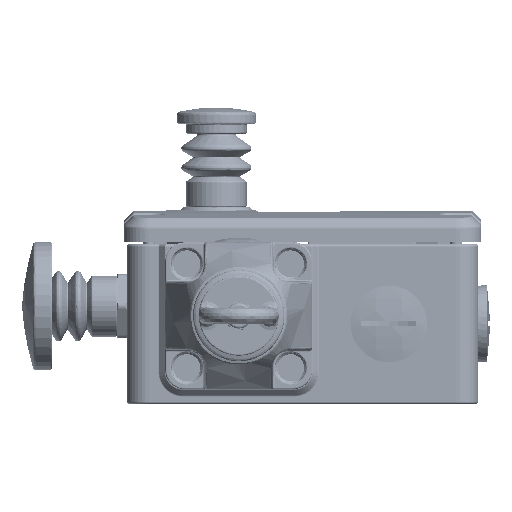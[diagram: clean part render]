
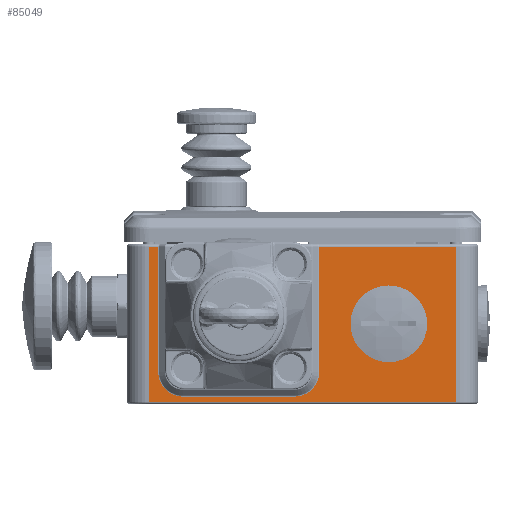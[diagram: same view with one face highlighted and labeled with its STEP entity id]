
A CAD part, left-side view. The second image highlights one B-rep face of the part: STEP entity #85049.
In plain terms, the highlighted planar face has unit normal (-1, 0, 0).
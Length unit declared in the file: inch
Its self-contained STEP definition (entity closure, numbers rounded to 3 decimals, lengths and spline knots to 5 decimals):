
#2439 = EDGE_CURVE ( 'NONE', #44987, #125308, #104381, .T. ) ;
#4821 = VERTEX_POINT ( 'NONE', #142143 ) ;
#8059 = ORIENTED_EDGE ( 'NONE', *, *, #77073, .F. ) ;
#8597 = DIRECTION ( 'NONE',  ( 0., 0., 1. ) ) ;
#12087 = EDGE_CURVE ( 'NONE', #116178, #60431, #74644, .T. ) ;
#15223 = CARTESIAN_POINT ( 'NONE',  ( -3.93701, 0.09027, 0. ) ) ;
#16454 = EDGE_CURVE ( 'NONE', #60431, #126172, #69853, .T. ) ;
#17988 = EDGE_CURVE ( 'NONE', #79817, #49175, #77786, .T. ) ;
#18043 = VECTOR ( 'NONE', #28201, 39.37008 ) ;
#21396 = FACE_OUTER_BOUND ( 'NONE', #34559, .T. ) ;
#21949 = ORIENTED_EDGE ( 'NONE', *, *, #12087, .F. ) ;
#25476 = ORIENTED_EDGE ( 'NONE', *, *, #150568, .F. ) ;
#25722 = CARTESIAN_POINT ( 'NONE',  ( -3.93701, 0.98425, -1.14173 ) ) ;
#26424 = ORIENTED_EDGE ( 'NONE', *, *, #87173, .F. ) ;
#27873 = ORIENTED_EDGE ( 'NONE', *, *, #35042, .F. ) ;
#28201 = DIRECTION ( 'NONE',  ( 0., -1., 0. ) ) ;
#31001 = VERTEX_POINT ( 'NONE', #114207 ) ;
#31571 = CARTESIAN_POINT ( 'NONE',  ( -3.93701, 0.3937, -2.26378 ) ) ;
#31818 = ORIENTED_EDGE ( 'NONE', *, *, #62094, .F. ) ;
#34559 = EDGE_LOOP ( 'NONE', ( #21949, #8059, #77420, #110199, #31818, #27873, #25476, #53574, #69073, #51469 ) ) ;
#35042 = EDGE_CURVE ( 'NONE', #132986, #31001, #77173, .T. ) ;
#38898 = CARTESIAN_POINT ( 'NONE',  ( -3.93701, 1.94094, -0.27559 ) ) ;
#42594 = CARTESIAN_POINT ( 'NONE',  ( -3.93701, 1.94094, -3.94516 ) ) ;
#44673 = CARTESIAN_POINT ( 'NONE',  ( -3.93701, 0.3937, -3.64173 ) ) ;
#44987 = VERTEX_POINT ( 'NONE', #89934 ) ;
#47078 = AXIS2_PLACEMENT_3D ( 'NONE', #44673, #118989, #158372 ) ;
#49175 = VERTEX_POINT ( 'NONE', #82959 ) ;
#49604 = ORIENTED_EDGE ( 'NONE', *, *, #17988, .F. ) ;
#51469 = ORIENTED_EDGE ( 'NONE', *, *, #16454, .F. ) ;
#53574 = ORIENTED_EDGE ( 'NONE', *, *, #2439, .F. ) ;
#53639 = EDGE_LOOP ( 'NONE', ( #49604, #26424 ) ) ;
#53891 = DIRECTION ( 'NONE',  ( -1., 0., 0. ) ) ;
#54246 = DIRECTION ( 'NONE',  ( 0., 1., 0. ) ) ;
#56190 = DIRECTION ( 'NONE',  ( 0., 0., 1. ) ) ;
#58904 = DIRECTION ( 'NONE',  ( -1., 0., 0. ) ) ;
#59839 = PLANE ( 'NONE',  #157641 ) ;
#60431 = VERTEX_POINT ( 'NONE', #157235 ) ;
#62094 = EDGE_CURVE ( 'NONE', #31001, #4821, #70193, .T. ) ;
#63887 = VECTOR ( 'NONE', #56190, 39.37008 ) ;
#64285 = CARTESIAN_POINT ( 'NONE',  ( -3.93701, 0.09027, -2.26378 ) ) ;
#64895 = AXIS2_PLACEMENT_3D ( 'NONE', #25722, #53891, #65849 ) ;
#64927 = CARTESIAN_POINT ( 'NONE',  ( -3.93701, 0., -0.27559 ) ) ;
#65849 = DIRECTION ( 'NONE',  ( 0., -1., 0. ) ) ;
#66536 = DIRECTION ( 'NONE',  ( 0., -1., 0. ) ) ;
#69073 = ORIENTED_EDGE ( 'NONE', *, *, #161431, .F. ) ;
#69853 = LINE ( 'NONE', #121089, #63887 ) ;
#70193 = LINE ( 'NONE', #119115, #162934 ) ;
#74018 = DIRECTION ( 'NONE',  ( 0., 0., 1. ) ) ;
#74204 = CARTESIAN_POINT ( 'NONE',  ( -3.93701, 0.09027, -3.64173 ) ) ;
#74644 = LINE ( 'NONE', #75474, #141936 ) ;
#75474 = CARTESIAN_POINT ( 'NONE',  ( -3.93701, 0., -4.05512 ) ) ;
#77073 = EDGE_CURVE ( 'NONE', #113451, #116178, #104586, .T. ) ;
#77173 = CIRCLE ( 'NONE', #118136, 0.30343 ) ;
#77420 = ORIENTED_EDGE ( 'NONE', *, *, #124037, .F. ) ;
#77786 = CIRCLE ( 'NONE', #99610, 0.43307 ) ;
#77959 = VECTOR ( 'NONE', #157587, 39.37008 ) ;
#79817 = VERTEX_POINT ( 'NONE', #119220 ) ;
#82616 = LINE ( 'NONE', #15223, #84414 ) ;
#82959 = CARTESIAN_POINT ( 'NONE',  ( -3.93701, 0.55118, -1.14173 ) ) ;
#84414 = VECTOR ( 'NONE', #133876, 39.37008 ) ;
#85049 = ADVANCED_FACE ( 'NONE', ( #125584, #21396 ), #59839, .F. ) ;
#85428 = DIRECTION ( 'NONE',  ( 1., 0., 0. ) ) ;
#87097 = CIRCLE ( 'NONE', #64895, 0.43307 ) ;
#87173 = EDGE_CURVE ( 'NONE', #49175, #79817, #87097, .T. ) ;
#87459 = DIRECTION ( 'NONE',  ( 0., 1., 0. ) ) ;
#89934 = CARTESIAN_POINT ( 'NONE',  ( -3.93701, 0.3937, -3.94516 ) ) ;
#91224 = VECTOR ( 'NONE', #114521, 39.37008 ) ;
#93967 = CARTESIAN_POINT ( 'NONE',  ( -3.93701, 0., -3.94516 ) ) ;
#99610 = AXIS2_PLACEMENT_3D ( 'NONE', #118616, #159665, #66536 ) ;
#102527 = LINE ( 'NONE', #64927, #91224 ) ;
#104381 = CIRCLE ( 'NONE', #47078, 0.30343 ) ;
#104586 = LINE ( 'NONE', #156740, #77959 ) ;
#110199 = ORIENTED_EDGE ( 'NONE', *, *, #116265, .F. ) ;
#113451 = VERTEX_POINT ( 'NONE', #128762 ) ;
#114207 = CARTESIAN_POINT ( 'NONE',  ( -3.93701, 0.3937, -1.96035 ) ) ;
#114521 = DIRECTION ( 'NONE',  ( 0., -1., 0. ) ) ;
#116178 = VERTEX_POINT ( 'NONE', #133010 ) ;
#116265 = EDGE_CURVE ( 'NONE', #4821, #165174, #150966, .T. ) ;
#118136 = AXIS2_PLACEMENT_3D ( 'NONE', #31571, #58904, #136611 ) ;
#118616 = CARTESIAN_POINT ( 'NONE',  ( -3.93701, 0.98425, -1.14173 ) ) ;
#118989 = DIRECTION ( 'NONE',  ( -1., 0., 0. ) ) ;
#119115 = CARTESIAN_POINT ( 'NONE',  ( -3.93701, 0., -1.96035 ) ) ;
#119220 = CARTESIAN_POINT ( 'NONE',  ( -3.93701, 1.41732, -1.14173 ) ) ;
#121089 = CARTESIAN_POINT ( 'NONE',  ( -3.93701, 1.94094, 0. ) ) ;
#124037 = EDGE_CURVE ( 'NONE', #165174, #113451, #102527, .T. ) ;
#125308 = VERTEX_POINT ( 'NONE', #74204 ) ;
#125584 = FACE_BOUND ( 'NONE', #53639, .T. ) ;
#126172 = VERTEX_POINT ( 'NONE', #42594 ) ;
#128762 = CARTESIAN_POINT ( 'NONE',  ( -3.93701, 0.02756, -0.27559 ) ) ;
#129887 = LINE ( 'NONE', #93967, #18043 ) ;
#132986 = VERTEX_POINT ( 'NONE', #64285 ) ;
#133010 = CARTESIAN_POINT ( 'NONE',  ( -3.93701, 0.02756, -4.05512 ) ) ;
#133876 = DIRECTION ( 'NONE',  ( 0., 0., 1. ) ) ;
#136611 = DIRECTION ( 'NONE',  ( 0., 0., 1. ) ) ;
#141936 = VECTOR ( 'NONE', #87459, 39.37008 ) ;
#142143 = CARTESIAN_POINT ( 'NONE',  ( -3.93701, 1.94094, -1.96035 ) ) ;
#148715 = CARTESIAN_POINT ( 'NONE',  ( -3.93701, 0., 0. ) ) ;
#150083 = VECTOR ( 'NONE', #74018, 39.37008 ) ;
#150568 = EDGE_CURVE ( 'NONE', #125308, #132986, #82616, .T. ) ;
#150966 = LINE ( 'NONE', #162943, #150083 ) ;
#156740 = CARTESIAN_POINT ( 'NONE',  ( -3.93701, 0.02756, -4.33071 ) ) ;
#157235 = CARTESIAN_POINT ( 'NONE',  ( -3.93701, 1.94094, -4.05512 ) ) ;
#157587 = DIRECTION ( 'NONE',  ( 0., 0., -1. ) ) ;
#157641 = AXIS2_PLACEMENT_3D ( 'NONE', #148715, #85428, #8597 ) ;
#158372 = DIRECTION ( 'NONE',  ( 0., 1., 0. ) ) ;
#159665 = DIRECTION ( 'NONE',  ( -1., 0., 0. ) ) ;
#161431 = EDGE_CURVE ( 'NONE', #126172, #44987, #129887, .T. ) ;
#162934 = VECTOR ( 'NONE', #54246, 39.37008 ) ;
#162943 = CARTESIAN_POINT ( 'NONE',  ( -3.93701, 1.94094, 0. ) ) ;
#165174 = VERTEX_POINT ( 'NONE', #38898 ) ;
